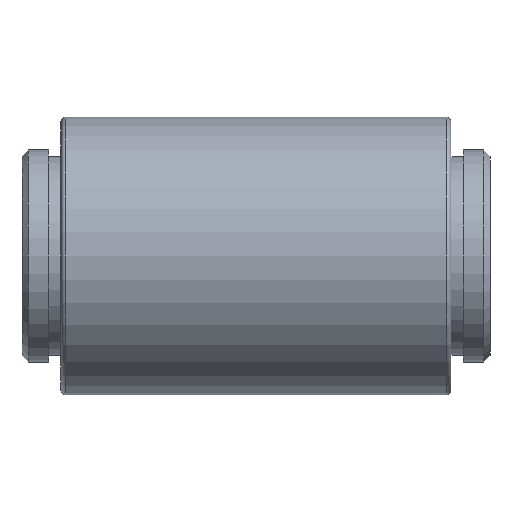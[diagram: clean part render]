
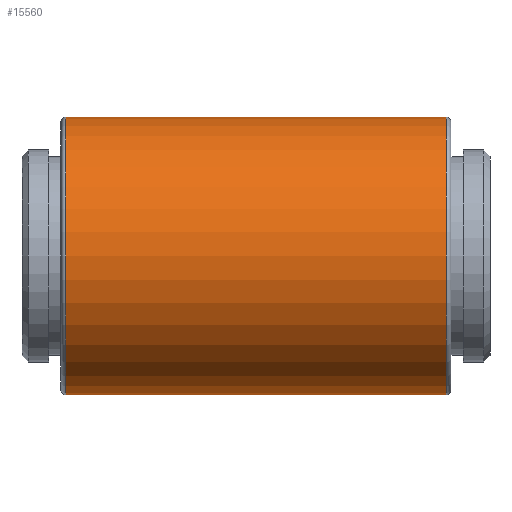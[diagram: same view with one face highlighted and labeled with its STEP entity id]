
A CAD part, left-side view. The second image highlights one B-rep face of the part: STEP entity #15560.
In plain terms, the highlighted cylindrical face has radius 8.9 mm (diameter 17.8 mm), a partial arc.
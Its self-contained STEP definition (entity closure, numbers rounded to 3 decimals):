
#20 = LINE ( 'NONE', #18908, #12444 ) ;
#78 = ORIENTED_EDGE ( 'NONE', *, *, #8496, .F. ) ;
#1412 = DIRECTION ( 'NONE',  ( 0., -1., 0. ) ) ;
#1708 = DIRECTION ( 'NONE',  ( 0., -1., 0. ) ) ;
#2574 = FACE_OUTER_BOUND ( 'NONE', #5012, .T. ) ;
#3096 = DIRECTION ( 'NONE',  ( 0., 0., -1. ) ) ;
#3463 = VERTEX_POINT ( 'NONE', #14995 ) ;
#3574 = VERTEX_POINT ( 'NONE', #20829 ) ;
#3916 = AXIS2_PLACEMENT_3D ( 'NONE', #12919, #1412, #3096 ) ;
#4329 = DIRECTION ( 'NONE',  ( 0., -1., 0. ) ) ;
#4371 = DIRECTION ( 'NONE',  ( 0., -1., 0. ) ) ;
#5012 = EDGE_LOOP ( 'NONE', ( #78, #12976, #18680, #11120 ) ) ;
#5314 = VERTEX_POINT ( 'NONE', #18298 ) ;
#5328 = DIRECTION ( 'NONE',  ( 0., 1., 0. ) ) ;
#5432 = DIRECTION ( 'NONE',  ( 0., 0., 1. ) ) ;
#8496 = EDGE_CURVE ( 'NONE', #5314, #8714, #20, .T. ) ;
#8714 = VERTEX_POINT ( 'NONE', #21923 ) ;
#9029 = CARTESIAN_POINT ( 'NONE',  ( 0., 0.3, 0. ) ) ;
#9177 = LINE ( 'NONE', #19715, #13233 ) ;
#10030 = AXIS2_PLACEMENT_3D ( 'NONE', #9029, #5328, #5432 ) ;
#11120 = ORIENTED_EDGE ( 'NONE', *, *, #17399, .T. ) ;
#12444 = VECTOR ( 'NONE', #1708, 1000. ) ;
#12919 = CARTESIAN_POINT ( 'NONE',  ( 0., 25., 0. ) ) ;
#12976 = ORIENTED_EDGE ( 'NONE', *, *, #13987, .T. ) ;
#13233 = VECTOR ( 'NONE', #4329, 1000. ) ;
#13987 = EDGE_CURVE ( 'NONE', #5314, #3574, #20574, .T. ) ;
#14995 = CARTESIAN_POINT ( 'NONE',  ( 0., 0.3, -8.9 ) ) ;
#15351 = CYLINDRICAL_SURFACE ( 'NONE', #3916, 8.9 ) ;
#15560 = ADVANCED_FACE ( 'NONE', ( #2574 ), #15351, .T. ) ;
#15619 = EDGE_CURVE ( 'NONE', #3574, #3463, #9177, .T. ) ;
#17399 = EDGE_CURVE ( 'NONE', #3463, #8714, #17566, .T. ) ;
#17566 = CIRCLE ( 'NONE', #10030, 8.9 ) ;
#18070 = CARTESIAN_POINT ( 'NONE',  ( 0., 24.7, 0. ) ) ;
#18298 = CARTESIAN_POINT ( 'NONE',  ( 0., 24.7, 8.9 ) ) ;
#18415 = AXIS2_PLACEMENT_3D ( 'NONE', #18070, #4371, #19756 ) ;
#18680 = ORIENTED_EDGE ( 'NONE', *, *, #15619, .T. ) ;
#18908 = CARTESIAN_POINT ( 'NONE',  ( 0., 25., 8.9 ) ) ;
#19715 = CARTESIAN_POINT ( 'NONE',  ( 0., 25., -8.9 ) ) ;
#19756 = DIRECTION ( 'NONE',  ( 0., 0., 1. ) ) ;
#20574 = CIRCLE ( 'NONE', #18415, 8.9 ) ;
#20829 = CARTESIAN_POINT ( 'NONE',  ( 0., 24.7, -8.9 ) ) ;
#21923 = CARTESIAN_POINT ( 'NONE',  ( 0., 0.3, 8.9 ) ) ;
